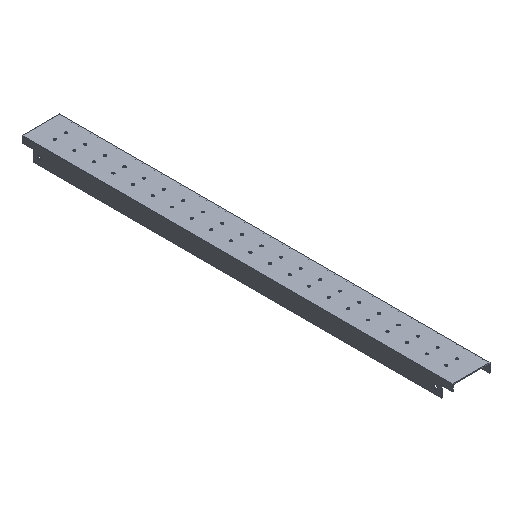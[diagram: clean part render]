
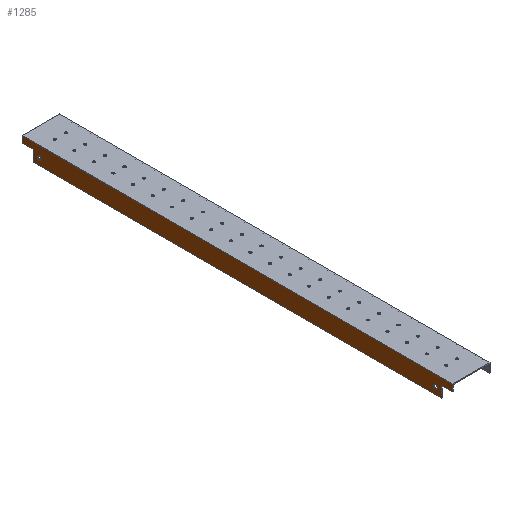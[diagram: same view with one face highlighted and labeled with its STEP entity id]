
A CAD part, isometric view. The second image highlights one B-rep face of the part: STEP entity #1285.
In plain terms, the highlighted planar face has unit normal (-1, 0, 0).
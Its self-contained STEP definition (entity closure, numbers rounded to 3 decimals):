
#103=FACE_BOUND('',#394,.T.);
#104=FACE_BOUND('',#395,.T.);
#233=CIRCLE('',#1446,4.25);
#234=CIRCLE('',#1448,4.25);
#291=FACE_OUTER_BOUND('',#393,.T.);
#393=EDGE_LOOP('',(#1159,#1160,#1161,#1162,#1163,#1164,#1165,#1166));
#394=EDGE_LOOP('',(#1167));
#395=EDGE_LOOP('',(#1168));
#441=LINE('',#1838,#521);
#445=LINE('',#1845,#525);
#448=LINE('',#1853,#528);
#451=LINE('',#1859,#531);
#459=LINE('',#1874,#539);
#461=LINE('',#1877,#541);
#514=LINE('',#2160,#594);
#517=LINE('',#2165,#597);
#521=VECTOR('',#1462,10.);
#525=VECTOR('',#1468,10.);
#528=VECTOR('',#1473,10.);
#531=VECTOR('',#1478,10.);
#539=VECTOR('',#1488,10.);
#541=VECTOR('',#1492,10.);
#594=VECTOR('',#1817,10.);
#597=VECTOR('',#1824,10.);
#601=VERTEX_POINT('',#1835);
#602=VERTEX_POINT('',#1837);
#604=VERTEX_POINT('',#1843);
#607=VERTEX_POINT('',#1850);
#608=VERTEX_POINT('',#1852);
#610=VERTEX_POINT('',#1858);
#616=VERTEX_POINT('',#1872);
#704=VERTEX_POINT('',#2139);
#705=VERTEX_POINT('',#2143);
#709=VERTEX_POINT('',#2157);
#713=EDGE_CURVE('',#602,#601,#441,.T.);
#717=EDGE_CURVE('',#601,#604,#445,.T.);
#720=EDGE_CURVE('',#608,#607,#448,.T.);
#723=EDGE_CURVE('',#610,#608,#451,.T.);
#731=EDGE_CURVE('',#616,#607,#459,.T.);
#733=EDGE_CURVE('',#610,#604,#461,.T.);
#864=EDGE_CURVE('',#704,#704,#233,.T.);
#866=EDGE_CURVE('',#705,#705,#234,.T.);
#874=EDGE_CURVE('',#709,#616,#514,.T.);
#877=EDGE_CURVE('',#602,#709,#517,.T.);
#1159=ORIENTED_EDGE('',*,*,#717,.T.);
#1160=ORIENTED_EDGE('',*,*,#733,.F.);
#1161=ORIENTED_EDGE('',*,*,#723,.T.);
#1162=ORIENTED_EDGE('',*,*,#720,.T.);
#1163=ORIENTED_EDGE('',*,*,#731,.F.);
#1164=ORIENTED_EDGE('',*,*,#874,.F.);
#1165=ORIENTED_EDGE('',*,*,#877,.F.);
#1166=ORIENTED_EDGE('',*,*,#713,.T.);
#1167=ORIENTED_EDGE('',*,*,#864,.T.);
#1168=ORIENTED_EDGE('',*,*,#866,.T.);
#1227=PLANE('',#1454);
#1285=ADVANCED_FACE('',(#291,#103,#104),#1227,.T.);
#1446=AXIS2_PLACEMENT_3D('',#2140,#1797,#1798);
#1448=AXIS2_PLACEMENT_3D('',#2144,#1802,#1803);
#1454=AXIS2_PLACEMENT_3D('',#2167,#1826,#1827);
#1462=DIRECTION('',(0.,-1.,0.));
#1468=DIRECTION('',(0.,0.,-1.));
#1473=DIRECTION('',(0.,-1.,0.));
#1478=DIRECTION('',(0.,0.,1.));
#1488=DIRECTION('',(0.,0.,-1.));
#1492=DIRECTION('',(0.,1.,0.));
#1797=DIRECTION('center_axis',(1.,0.,0.));
#1798=DIRECTION('ref_axis',(0.,-1.,0.));
#1802=DIRECTION('center_axis',(1.,0.,0.));
#1803=DIRECTION('ref_axis',(0.,-1.,0.));
#1817=DIRECTION('',(0.,-1.,0.));
#1824=DIRECTION('',(0.,0.,1.));
#1826=DIRECTION('center_axis',(-1.,0.,0.));
#1827=DIRECTION('ref_axis',(0.,0.,1.));
#1835=CARTESIAN_POINT('',(-42.5,463.95,-13.));
#1837=CARTESIAN_POINT('',(-42.5,488.95,-13.));
#1838=CARTESIAN_POINT('',(-42.5,231.975,-13.));
#1843=CARTESIAN_POINT('',(-42.5,463.95,-38.));
#1845=CARTESIAN_POINT('',(-42.5,463.95,-18.5));
#1850=CARTESIAN_POINT('',(-42.5,-488.95,-13.));
#1852=CARTESIAN_POINT('',(-42.5,-463.95,-13.));
#1853=CARTESIAN_POINT('',(-42.5,-244.475,-13.));
#1858=CARTESIAN_POINT('',(-42.5,-463.95,-38.));
#1859=CARTESIAN_POINT('',(-42.5,-463.95,-6.));
#1872=CARTESIAN_POINT('',(-42.5,-488.95,2.));
#1874=CARTESIAN_POINT('',(-42.5,-488.95,2.));
#1877=CARTESIAN_POINT('',(-42.5,-488.95,-38.));
#2139=CARTESIAN_POINT('',(-42.5,-445.75,-23.));
#2140=CARTESIAN_POINT('Origin',(-42.5,-450.,-23.));
#2143=CARTESIAN_POINT('',(-42.5,454.25,-23.));
#2144=CARTESIAN_POINT('Origin',(-42.5,450.,-23.));
#2157=CARTESIAN_POINT('',(-42.5,488.95,2.));
#2160=CARTESIAN_POINT('',(-42.5,0.,2.));
#2165=CARTESIAN_POINT('',(-42.5,488.95,-38.));
#2167=CARTESIAN_POINT('Origin',(-42.5,0.,1.));
